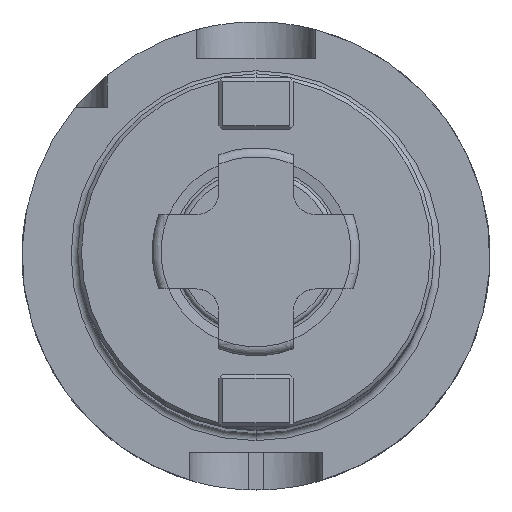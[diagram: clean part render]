
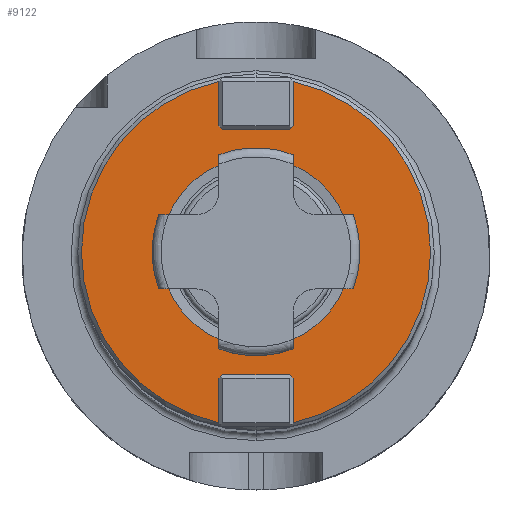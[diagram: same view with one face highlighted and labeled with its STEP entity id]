
A CAD part, top view. The second image highlights one B-rep face of the part: STEP entity #9122.
In plain terms, the highlighted planar face has unit normal (0, 0, 1).
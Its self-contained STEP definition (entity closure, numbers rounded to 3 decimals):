
#983=CARTESIAN_POINT('',(0.,0.,300.));
#984=DIRECTION('',(0.,0.,1.));
#985=DIRECTION('',(0.,1.,0.));
#986=AXIS2_PLACEMENT_3D('',#983,#984,#985);
#991=CARTESIAN_POINT('',(0.,0.,300.));
#992=DIRECTION('',(0.,0.,1.));
#993=DIRECTION('',(0.,-1.,0.));
#994=AXIS2_PLACEMENT_3D('',#991,#992,#993);
#999=DIRECTION('',(-1.,0.,0.));
#1000=VECTOR('',#999,9.);
#1001=CARTESIAN_POINT('',(4.5,-16.5,300.));
#1002=LINE('',#1001,#1000);
#1006=DIRECTION('',(-0.707,-0.707,0.));
#1007=VECTOR('',#1006,0.707);
#1008=CARTESIAN_POINT('',(-4.5,-16.5,300.));
#1009=LINE('',#1008,#1007);
#1013=DIRECTION('',(0.,-1.,0.));
#1014=VECTOR('',#1013,5.962);
#1015=CARTESIAN_POINT('',(-5.,-17.,300.));
#1016=LINE('',#1015,#1014);
#1020=DIRECTION('',(0.,1.,0.));
#1021=VECTOR('',#1020,5.962);
#1022=CARTESIAN_POINT('',(-5.,17.,300.));
#1023=LINE('',#1022,#1021);
#1027=DIRECTION('',(-0.707,0.707,0.));
#1028=VECTOR('',#1027,0.707);
#1029=CARTESIAN_POINT('',(-4.5,16.5,300.));
#1030=LINE('',#1029,#1028);
#1034=DIRECTION('',(1.,0.,0.));
#1035=VECTOR('',#1034,9.);
#1036=CARTESIAN_POINT('',(-4.5,16.5,300.));
#1037=LINE('',#1036,#1035);
#1041=DIRECTION('',(0.707,0.707,0.));
#1042=VECTOR('',#1041,0.707);
#1043=CARTESIAN_POINT('',(4.5,16.5,300.));
#1044=LINE('',#1043,#1042);
#1048=DIRECTION('',(0.,1.,0.));
#1049=VECTOR('',#1048,5.962);
#1050=CARTESIAN_POINT('',(5.,17.,300.));
#1051=LINE('',#1050,#1049);
#1055=DIRECTION('',(0.,-1.,0.));
#1056=VECTOR('',#1055,5.962);
#1057=CARTESIAN_POINT('',(5.,-17.,300.));
#1058=LINE('',#1057,#1056);
#1062=DIRECTION('',(0.707,-0.707,0.));
#1063=VECTOR('',#1062,0.707);
#1064=CARTESIAN_POINT('',(4.5,-16.5,300.));
#1065=LINE('',#1064,#1063);
#1174=CARTESIAN_POINT('',(0.,0.,300.));
#1175=DIRECTION('',(0.,0.,-1.));
#1176=DIRECTION('',(0.213,0.977,0.));
#1177=AXIS2_PLACEMENT_3D('',#1174,#1175,#1176);
#1300=CARTESIAN_POINT('',(0.,0.,300.));
#1301=DIRECTION('',(0.,0.,1.));
#1302=DIRECTION('',(-0.213,0.977,0.));
#1303=AXIS2_PLACEMENT_3D('',#1300,#1301,#1302);
#8123=CARTESIAN_POINT('',(0.,12.765,300.));
#8124=CARTESIAN_POINT('',(0.,-12.765,300.));
#8125=VERTEX_POINT('',#8123);
#8126=VERTEX_POINT('',#8124);
#8203=CARTESIAN_POINT('',(-4.5,16.5,300.));
#8204=CARTESIAN_POINT('',(4.5,16.5,300.));
#8205=VERTEX_POINT('',#8203);
#8206=VERTEX_POINT('',#8204);
#8207=CARTESIAN_POINT('',(-5.,17.,300.));
#8208=CARTESIAN_POINT('',(-5.,22.962,300.));
#8209=VERTEX_POINT('',#8207);
#8210=VERTEX_POINT('',#8208);
#8211=CARTESIAN_POINT('',(5.,17.,300.));
#8212=CARTESIAN_POINT('',(5.,22.962,300.));
#8213=VERTEX_POINT('',#8211);
#8214=VERTEX_POINT('',#8212);
#8252=CARTESIAN_POINT('',(4.5,-16.5,300.));
#8253=CARTESIAN_POINT('',(-4.5,-16.5,300.));
#8254=VERTEX_POINT('',#8252);
#8255=VERTEX_POINT('',#8253);
#8256=CARTESIAN_POINT('',(5.,-17.,300.));
#8257=CARTESIAN_POINT('',(5.,-22.962,300.));
#8258=VERTEX_POINT('',#8256);
#8259=VERTEX_POINT('',#8257);
#8260=CARTESIAN_POINT('',(-5.,-17.,300.));
#8261=CARTESIAN_POINT('',(-5.,-22.962,300.));
#8262=VERTEX_POINT('',#8260);
#8263=VERTEX_POINT('',#8261);
#9086=CARTESIAN_POINT('',(0.,0.,300.));
#9087=DIRECTION('',(0.,0.,1.));
#9088=DIRECTION('',(0.,-1.,0.));
#9089=AXIS2_PLACEMENT_3D('',#9086,#9087,#9088);
#9090=PLANE('',#9089);
#9092=ORIENTED_EDGE('',*,*,#9091,.T.);
#9094=ORIENTED_EDGE('',*,*,#9093,.T.);
#9096=ORIENTED_EDGE('',*,*,#9095,.T.);
#9098=ORIENTED_EDGE('',*,*,#9097,.F.);
#9100=ORIENTED_EDGE('',*,*,#9099,.F.);
#9102=ORIENTED_EDGE('',*,*,#9101,.F.);
#9104=ORIENTED_EDGE('',*,*,#9103,.T.);
#9106=ORIENTED_EDGE('',*,*,#9105,.T.);
#9108=ORIENTED_EDGE('',*,*,#9107,.T.);
#9110=ORIENTED_EDGE('',*,*,#9109,.T.);
#9112=ORIENTED_EDGE('',*,*,#9111,.F.);
#9114=ORIENTED_EDGE('',*,*,#9113,.F.);
#9115=EDGE_LOOP('',(#9092,#9094,#9096,#9098,#9100,#9102,#9104,#9106,#9108,#9110,
#9112,#9114));
#9116=FACE_OUTER_BOUND('',#9115,.F.);
#9117=ORIENTED_EDGE('',*,*,#9076,.T.);
#9119=ORIENTED_EDGE('',*,*,#9118,.T.);
#9120=EDGE_LOOP('',(#9117,#9119));
#9121=FACE_BOUND('',#9120,.F.);
#987=CIRCLE('',#986,12.765);
#995=CIRCLE('',#994,12.765);
#1178=CIRCLE('',#1177,23.5);
#1304=CIRCLE('',#1303,23.5);
#9076=EDGE_CURVE('',#8125,#8126,#987,.T.);
#9091=EDGE_CURVE('',#8254,#8255,#1002,.T.);
#9093=EDGE_CURVE('',#8255,#8262,#1009,.T.);
#9095=EDGE_CURVE('',#8262,#8263,#1016,.T.);
#9097=EDGE_CURVE('',#8210,#8263,#1304,.T.);
#9099=EDGE_CURVE('',#8209,#8210,#1023,.T.);
#9101=EDGE_CURVE('',#8205,#8209,#1030,.T.);
#9103=EDGE_CURVE('',#8205,#8206,#1037,.T.);
#9105=EDGE_CURVE('',#8206,#8213,#1044,.T.);
#9107=EDGE_CURVE('',#8213,#8214,#1051,.T.);
#9109=EDGE_CURVE('',#8214,#8259,#1178,.T.);
#9111=EDGE_CURVE('',#8258,#8259,#1058,.T.);
#9113=EDGE_CURVE('',#8254,#8258,#1065,.T.);
#9118=EDGE_CURVE('',#8126,#8125,#995,.T.);
#9122=ADVANCED_FACE('',(#9116,#9121),#9090,.T.);
